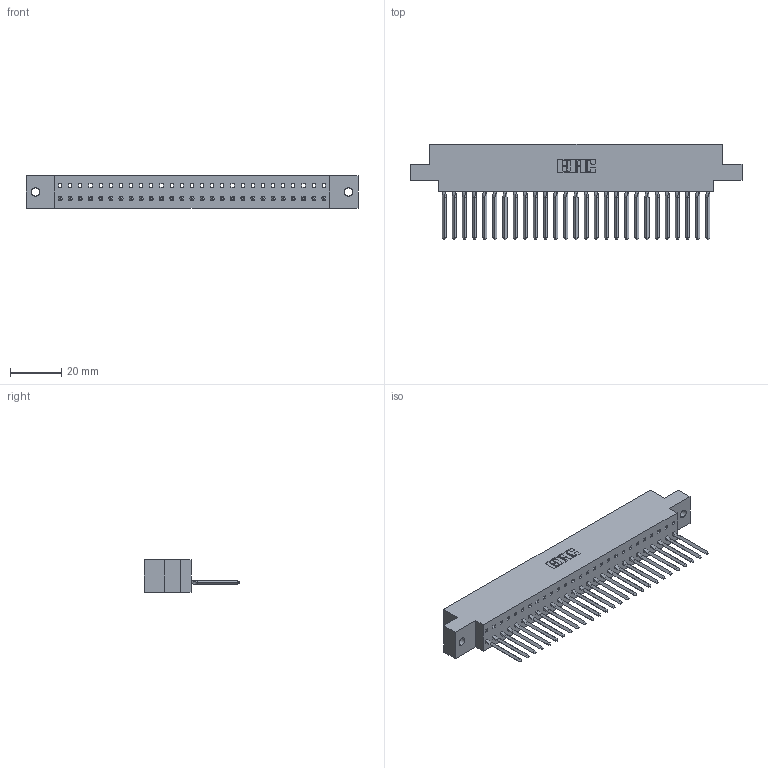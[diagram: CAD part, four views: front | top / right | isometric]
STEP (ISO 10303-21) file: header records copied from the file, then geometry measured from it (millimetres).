
FILE_DESCRIPTION (( 'STEP AP203' ), '1' );
FILE_NAME ('317-027-542-602.STEP', '2020-02-27T19:06:31', ( '' ), ( '' ), 'SwSTEP 2.0', 'SolidWorks 2016', '' );
FILE_SCHEMA (( 'CONFIG_CONTROL_DESIGN' ));
Length unit declared in the file: inch
Products named in the file (3): 317 Part_.144 Dia; 317-290-003_542; 317-027-542-602
Assembly tree (28 placements, depth 2):
  317-027-542-602
    317 Part_.144 Dia
    317-290-003_542  x27
Bounding box: 129.69 x 37.34 x 12.7 mm (x, y, z)
Volume: 19598.4 mm3; surface area: 23301 mm2
Topology: 28 solids, 28 shells, 2127 faces, 6134 edges, 3962 vertices
Faces by surface type: plane 1786, cylinder 233, bspline 108
Entity records: 39277 total; most frequent: CARTESIAN_POINT 7222, ORIENTED_EDGE 6912, DIRECTION 5786, EDGE_CURVE 3456, VECTOR 3286, LINE 3286, VERTEX_POINT 2298, AXIS2_PLACEMENT_3D 1250
